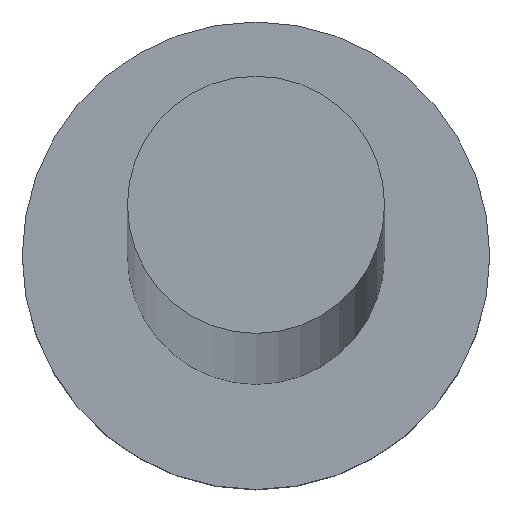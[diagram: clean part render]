
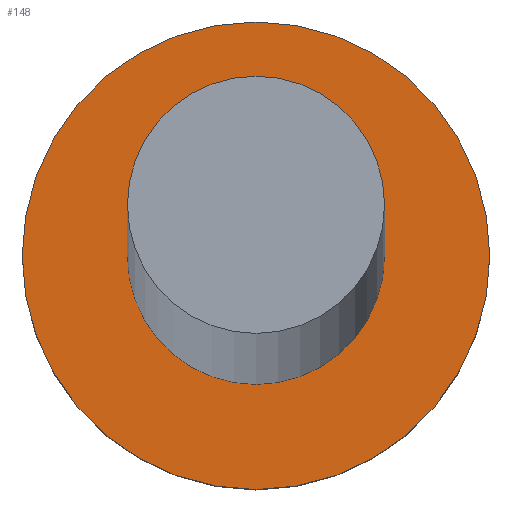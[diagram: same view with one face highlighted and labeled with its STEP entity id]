
A CAD part, top view. The second image highlights one B-rep face of the part: STEP entity #148.
In plain terms, the highlighted planar face has unit normal (0, 0, 1).
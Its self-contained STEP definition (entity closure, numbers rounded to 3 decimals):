
#7 = DIRECTION ( 'NONE',  ( 0., 0., 1. ) ) ;
#10 = AXIS2_PLACEMENT_3D ( 'NONE', #41, #80, #82 ) ;
#13 = CIRCLE ( 'NONE', #114, 2.75 ) ;
#22 = ORIENTED_EDGE ( 'NONE', *, *, #115, .F. ) ;
#41 = CARTESIAN_POINT ( 'NONE',  ( 0., 0., 5. ) ) ;
#42 = EDGE_CURVE ( 'NONE', #232, #199, #230, .T. ) ;
#46 = DIRECTION ( 'NONE',  ( 1., 0., 0. ) ) ;
#47 = AXIS2_PLACEMENT_3D ( 'NONE', #140, #211, #189 ) ;
#60 = EDGE_LOOP ( 'NONE', ( #22, #85 ) ) ;
#62 = CARTESIAN_POINT ( 'NONE',  ( -5., 0., 5. ) ) ;
#77 = CIRCLE ( 'NONE', #220, 2.75 ) ;
#80 = DIRECTION ( 'NONE',  ( 0., 0., 1. ) ) ;
#82 = DIRECTION ( 'NONE',  ( 1., 0., 0. ) ) ;
#83 = CARTESIAN_POINT ( 'NONE',  ( 0., 0., 5. ) ) ;
#85 = ORIENTED_EDGE ( 'NONE', *, *, #165, .F. ) ;
#88 = EDGE_LOOP ( 'NONE', ( #222, #90 ) ) ;
#90 = ORIENTED_EDGE ( 'NONE', *, *, #42, .T. ) ;
#96 = DIRECTION ( 'NONE',  ( 0., 0., 1. ) ) ;
#100 = VERTEX_POINT ( 'NONE', #129 ) ;
#102 = CARTESIAN_POINT ( 'NONE',  ( 0., 0., 5. ) ) ;
#114 = AXIS2_PLACEMENT_3D ( 'NONE', #172, #7, #145 ) ;
#115 = EDGE_CURVE ( 'NONE', #162, #100, #13, .T. ) ;
#122 = DIRECTION ( 'NONE',  ( 1., 0., 0. ) ) ;
#123 = PLANE ( 'NONE',  #10 ) ;
#129 = CARTESIAN_POINT ( 'NONE',  ( 2.75, 0., 5. ) ) ;
#132 = FACE_OUTER_BOUND ( 'NONE', #88, .T. ) ;
#140 = CARTESIAN_POINT ( 'NONE',  ( 0., 0., 5. ) ) ;
#143 = CIRCLE ( 'NONE', #170, 5. ) ;
#145 = DIRECTION ( 'NONE',  ( 1., 0., 0. ) ) ;
#148 = ADVANCED_FACE ( 'NONE', ( #192, #132 ), #123, .T. ) ;
#157 = EDGE_CURVE ( 'NONE', #199, #232, #143, .T. ) ;
#162 = VERTEX_POINT ( 'NONE', #224 ) ;
#165 = EDGE_CURVE ( 'NONE', #100, #162, #77, .T. ) ;
#170 = AXIS2_PLACEMENT_3D ( 'NONE', #83, #243, #46 ) ;
#172 = CARTESIAN_POINT ( 'NONE',  ( 0., 0., 5. ) ) ;
#189 = DIRECTION ( 'NONE',  ( 1., 0., 0. ) ) ;
#192 = FACE_BOUND ( 'NONE', #60, .T. ) ;
#199 = VERTEX_POINT ( 'NONE', #62 ) ;
#211 = DIRECTION ( 'NONE',  ( 0., 0., 1. ) ) ;
#219 = CARTESIAN_POINT ( 'NONE',  ( 5., 0., 5. ) ) ;
#220 = AXIS2_PLACEMENT_3D ( 'NONE', #102, #96, #122 ) ;
#222 = ORIENTED_EDGE ( 'NONE', *, *, #157, .T. ) ;
#224 = CARTESIAN_POINT ( 'NONE',  ( -2.75, 0., 5. ) ) ;
#230 = CIRCLE ( 'NONE', #47, 5. ) ;
#232 = VERTEX_POINT ( 'NONE', #219 ) ;
#243 = DIRECTION ( 'NONE',  ( 0., 0., 1. ) ) ;
